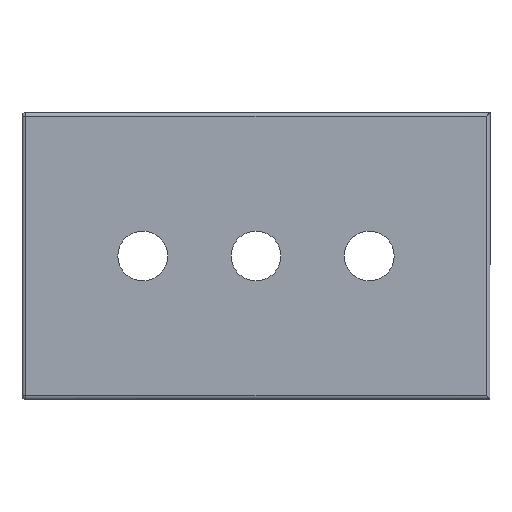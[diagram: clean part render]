
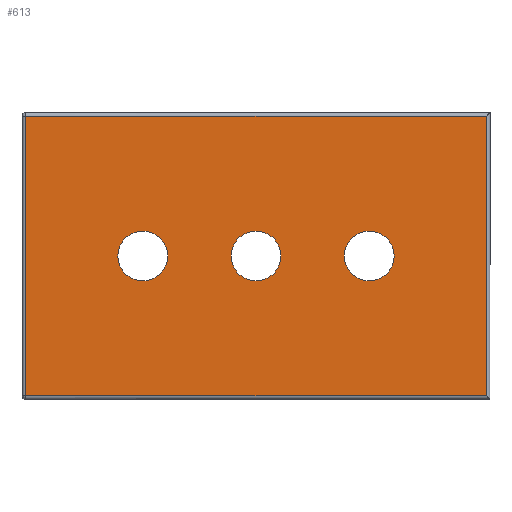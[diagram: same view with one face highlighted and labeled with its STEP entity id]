
A CAD part, front view. The second image highlights one B-rep face of the part: STEP entity #613.
In plain terms, the highlighted planar face has unit normal (0, -1, 0).
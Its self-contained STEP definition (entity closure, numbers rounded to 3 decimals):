
#14 = VERTEX_POINT ( 'NONE', #328 ) ;
#33 = AXIS2_PLACEMENT_3D ( 'NONE', #1216, #2018, #1832 ) ;
#61 = ORIENTED_EDGE ( 'NONE', *, *, #2009, .T. ) ;
#78 = CARTESIAN_POINT ( 'NONE',  ( 30.5, 0., 19. ) ) ;
#79 = DIRECTION ( 'NONE',  ( 0., 0., 1. ) ) ;
#85 = DIRECTION ( 'NONE',  ( 0., 1., 0. ) ) ;
#89 = CIRCLE ( 'NONE', #627, 3.3 ) ;
#147 = VERTEX_POINT ( 'NONE', #396 ) ;
#155 = EDGE_LOOP ( 'NONE', ( #1914, #1700 ) ) ;
#173 = LINE ( 'NONE', #843, #1162 ) ;
#188 = VERTEX_POINT ( 'NONE', #284 ) ;
#206 = VECTOR ( 'NONE', #387, 1000. ) ;
#256 = CARTESIAN_POINT ( 'NONE',  ( 15., 0., -3.3 ) ) ;
#284 = CARTESIAN_POINT ( 'NONE',  ( 30.5, 0., -18.5 ) ) ;
#328 = CARTESIAN_POINT ( 'NONE',  ( 15., 0., 3.3 ) ) ;
#335 = ORIENTED_EDGE ( 'NONE', *, *, #1630, .T. ) ;
#343 = FACE_BOUND ( 'NONE', #155, .T. ) ;
#367 = DIRECTION ( 'NONE',  ( 0., 0., 1. ) ) ;
#383 = VERTEX_POINT ( 'NONE', #1667 ) ;
#387 = DIRECTION ( 'NONE',  ( 0., 0., -1. ) ) ;
#396 = CARTESIAN_POINT ( 'NONE',  ( 0., 0., 3.3 ) ) ;
#410 = ORIENTED_EDGE ( 'NONE', *, *, #1543, .T. ) ;
#414 = DIRECTION ( 'NONE',  ( 0., 1., 0. ) ) ;
#417 = CIRCLE ( 'NONE', #2053, 3.3 ) ;
#542 = DIRECTION ( 'NONE',  ( 0., -1., 0. ) ) ;
#567 = VERTEX_POINT ( 'NONE', #606 ) ;
#569 = VECTOR ( 'NONE', #678, 1000. ) ;
#589 = EDGE_CURVE ( 'NONE', #147, #1593, #1583, .T. ) ;
#606 = CARTESIAN_POINT ( 'NONE',  ( -30.5, 0., 18.5 ) ) ;
#613 = ADVANCED_FACE ( 'NONE', ( #1151, #1206, #343, #1894 ), #931, .T. ) ;
#616 = DIRECTION ( 'NONE',  ( 0., 0., 1. ) ) ;
#627 = AXIS2_PLACEMENT_3D ( 'NONE', #1890, #1319, #616 ) ;
#630 = CARTESIAN_POINT ( 'NONE',  ( 30.5, 0., 18.5 ) ) ;
#635 = VERTEX_POINT ( 'NONE', #630 ) ;
#669 = CARTESIAN_POINT ( 'NONE',  ( -31., 0., 18.5 ) ) ;
#678 = DIRECTION ( 'NONE',  ( 0., 0., 1. ) ) ;
#704 = VERTEX_POINT ( 'NONE', #256 ) ;
#723 = EDGE_CURVE ( 'NONE', #14, #704, #1778, .T. ) ;
#758 = AXIS2_PLACEMENT_3D ( 'NONE', #883, #2028, #367 ) ;
#820 = VECTOR ( 'NONE', #1517, 1000. ) ;
#825 = CARTESIAN_POINT ( 'NONE',  ( -15., 0., -3.3 ) ) ;
#843 = CARTESIAN_POINT ( 'NONE',  ( 31., 0., -18.5 ) ) ;
#883 = CARTESIAN_POINT ( 'NONE',  ( 0., 0., 0. ) ) ;
#925 = CARTESIAN_POINT ( 'NONE',  ( 0., 0., 0. ) ) ;
#931 = PLANE ( 'NONE',  #2006 ) ;
#951 = EDGE_CURVE ( 'NONE', #704, #14, #89, .T. ) ;
#996 = EDGE_CURVE ( 'NONE', #188, #635, #1383, .T. ) ;
#1037 = ORIENTED_EDGE ( 'NONE', *, *, #589, .T. ) ;
#1105 = DIRECTION ( 'NONE',  ( 0., 0., 1. ) ) ;
#1140 = AXIS2_PLACEMENT_3D ( 'NONE', #2004, #85, #79 ) ;
#1147 = VERTEX_POINT ( 'NONE', #1424 ) ;
#1151 = FACE_OUTER_BOUND ( 'NONE', #1496, .T. ) ;
#1162 = VECTOR ( 'NONE', #1164, 1000. ) ;
#1164 = DIRECTION ( 'NONE',  ( 1., 0., 0. ) ) ;
#1184 = DIRECTION ( 'NONE',  ( 0., 0., -1. ) ) ;
#1206 = FACE_BOUND ( 'NONE', #1633, .T. ) ;
#1216 = CARTESIAN_POINT ( 'NONE',  ( 15., 0., 0. ) ) ;
#1221 = EDGE_CURVE ( 'NONE', #383, #1533, #417, .T. ) ;
#1293 = CIRCLE ( 'NONE', #758, 3.3 ) ;
#1319 = DIRECTION ( 'NONE',  ( 0., 1., 0. ) ) ;
#1345 = ORIENTED_EDGE ( 'NONE', *, *, #996, .T. ) ;
#1374 = CARTESIAN_POINT ( 'NONE',  ( -15., 0., 0. ) ) ;
#1383 = LINE ( 'NONE', #78, #569 ) ;
#1392 = CIRCLE ( 'NONE', #1140, 3.3 ) ;
#1407 = ORIENTED_EDGE ( 'NONE', *, *, #951, .T. ) ;
#1424 = CARTESIAN_POINT ( 'NONE',  ( -30.5, 0., -18.5 ) ) ;
#1496 = EDGE_LOOP ( 'NONE', ( #1952, #1345, #61, #410 ) ) ;
#1517 = DIRECTION ( 'NONE',  ( -1., 0., 0. ) ) ;
#1532 = DIRECTION ( 'NONE',  ( 0., 1., 0. ) ) ;
#1533 = VERTEX_POINT ( 'NONE', #825 ) ;
#1543 = EDGE_CURVE ( 'NONE', #567, #1147, #1763, .T. ) ;
#1583 = CIRCLE ( 'NONE', #2058, 3.3 ) ;
#1593 = VERTEX_POINT ( 'NONE', #1694 ) ;
#1612 = EDGE_CURVE ( 'NONE', #1533, #383, #1392, .T. ) ;
#1630 = EDGE_CURVE ( 'NONE', #1593, #147, #1293, .T. ) ;
#1633 = EDGE_LOOP ( 'NONE', ( #1037, #335 ) ) ;
#1660 = LINE ( 'NONE', #669, #820 ) ;
#1667 = CARTESIAN_POINT ( 'NONE',  ( -15., 0., 3.3 ) ) ;
#1690 = EDGE_LOOP ( 'NONE', ( #1911, #1407 ) ) ;
#1694 = CARTESIAN_POINT ( 'NONE',  ( 0., 0., -3.3 ) ) ;
#1698 = EDGE_CURVE ( 'NONE', #1147, #188, #173, .T. ) ;
#1700 = ORIENTED_EDGE ( 'NONE', *, *, #1612, .T. ) ;
#1721 = CARTESIAN_POINT ( 'NONE',  ( 0., 0., 0. ) ) ;
#1763 = LINE ( 'NONE', #2016, #206 ) ;
#1778 = CIRCLE ( 'NONE', #33, 3.3 ) ;
#1832 = DIRECTION ( 'NONE',  ( 0., 0., 1. ) ) ;
#1890 = CARTESIAN_POINT ( 'NONE',  ( 15., 0., 0. ) ) ;
#1894 = FACE_BOUND ( 'NONE', #1690, .T. ) ;
#1908 = DIRECTION ( 'NONE',  ( 0., 0., 1. ) ) ;
#1911 = ORIENTED_EDGE ( 'NONE', *, *, #723, .T. ) ;
#1914 = ORIENTED_EDGE ( 'NONE', *, *, #1221, .T. ) ;
#1952 = ORIENTED_EDGE ( 'NONE', *, *, #1698, .T. ) ;
#2004 = CARTESIAN_POINT ( 'NONE',  ( -15., 0., 0. ) ) ;
#2006 = AXIS2_PLACEMENT_3D ( 'NONE', #1721, #542, #1184 ) ;
#2009 = EDGE_CURVE ( 'NONE', #635, #567, #1660, .T. ) ;
#2016 = CARTESIAN_POINT ( 'NONE',  ( -30.5, 0., -19. ) ) ;
#2018 = DIRECTION ( 'NONE',  ( 0., 1., 0. ) ) ;
#2028 = DIRECTION ( 'NONE',  ( 0., 1., 0. ) ) ;
#2053 = AXIS2_PLACEMENT_3D ( 'NONE', #1374, #414, #1908 ) ;
#2058 = AXIS2_PLACEMENT_3D ( 'NONE', #925, #1532, #1105 ) ;
